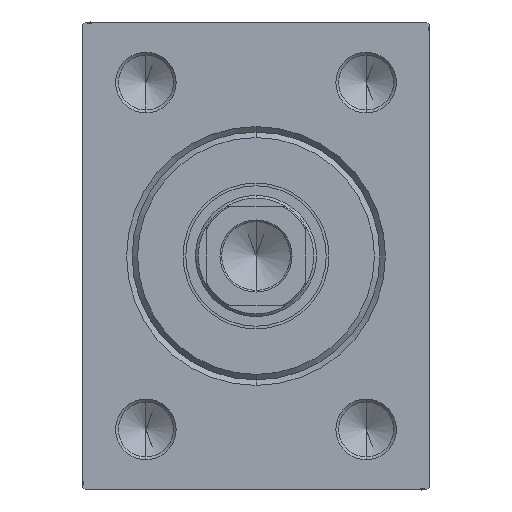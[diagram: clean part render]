
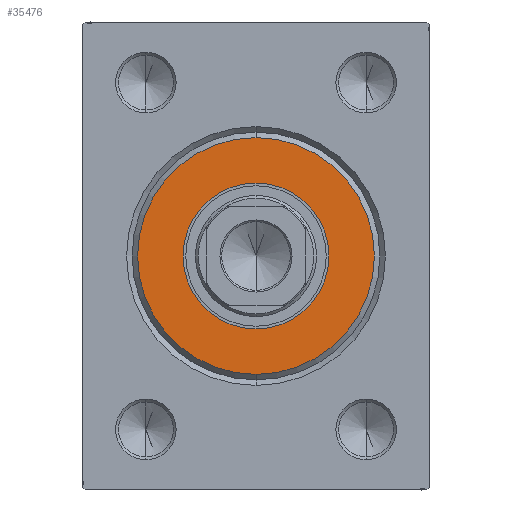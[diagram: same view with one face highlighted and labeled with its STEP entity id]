
A CAD part, left-side view. The second image highlights one B-rep face of the part: STEP entity #35476.
In plain terms, the highlighted face is planar.
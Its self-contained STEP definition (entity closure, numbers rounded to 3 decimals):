
#69 = EDGE_CURVE ( 'NONE', #24697, #8180, #31234, .T. ) ;
#1768 = ORIENTED_EDGE ( 'NONE', *, *, #69, .F. ) ;
#2228 = CARTESIAN_POINT ( 'NONE',  ( 3., 0., -13.25 ) ) ;
#3940 = AXIS2_PLACEMENT_3D ( 'NONE', #28214, #4207, #8041 ) ;
#3966 = CIRCLE ( 'NONE', #29256, 21.5 ) ;
#4207 = DIRECTION ( 'NONE',  ( 1., 0., 0. ) ) ;
#5528 = PLANE ( 'NONE',  #29878 ) ;
#6604 = DIRECTION ( 'NONE',  ( 1., 0., 0. ) ) ;
#8041 = DIRECTION ( 'NONE',  ( 0., 0., -1. ) ) ;
#8180 = VERTEX_POINT ( 'NONE', #2228 ) ;
#11056 = CARTESIAN_POINT ( 'NONE',  ( 3., 0., 0. ) ) ;
#12987 = ORIENTED_EDGE ( 'NONE', *, *, #26369, .T. ) ;
#13453 = FACE_OUTER_BOUND ( 'NONE', #29909, .T. ) ;
#14003 = DIRECTION ( 'NONE',  ( 0., 0., -1. ) ) ;
#14067 = CARTESIAN_POINT ( 'NONE',  ( 3., 0., 0. ) ) ;
#15972 = CARTESIAN_POINT ( 'NONE',  ( 3., 0., 13.25 ) ) ;
#20889 = AXIS2_PLACEMENT_3D ( 'NONE', #27396, #30788, #31014 ) ;
#22747 = FACE_BOUND ( 'NONE', #28769, .T. ) ;
#24697 = VERTEX_POINT ( 'NONE', #15972 ) ;
#25648 = VERTEX_POINT ( 'NONE', #38012 ) ;
#26362 = CARTESIAN_POINT ( 'NONE',  ( 3., 0., 0. ) ) ;
#26369 = EDGE_CURVE ( 'NONE', #36995, #25648, #40371, .T. ) ;
#27396 = CARTESIAN_POINT ( 'NONE',  ( 3., 0., 0. ) ) ;
#28214 = CARTESIAN_POINT ( 'NONE',  ( 3., 0., 0. ) ) ;
#28427 = CARTESIAN_POINT ( 'NONE',  ( 3., 0., 21.5 ) ) ;
#28769 = EDGE_LOOP ( 'NONE', ( #32263, #1768 ) ) ;
#29256 = AXIS2_PLACEMENT_3D ( 'NONE', #14067, #6604, #30369 ) ;
#29878 = AXIS2_PLACEMENT_3D ( 'NONE', #26362, #40151, #30203 ) ;
#29909 = EDGE_LOOP ( 'NONE', ( #12987, #42881 ) ) ;
#30203 = DIRECTION ( 'NONE',  ( 0., 0., -1. ) ) ;
#30369 = DIRECTION ( 'NONE',  ( 0., 0., -1. ) ) ;
#30502 = AXIS2_PLACEMENT_3D ( 'NONE', #11056, #31221, #14003 ) ;
#30788 = DIRECTION ( 'NONE',  ( 1., 0., 0. ) ) ;
#31014 = DIRECTION ( 'NONE',  ( 0., 0., -1. ) ) ;
#31221 = DIRECTION ( 'NONE',  ( 1., 0., 0. ) ) ;
#31234 = CIRCLE ( 'NONE', #30502, 13.25 ) ;
#32263 = ORIENTED_EDGE ( 'NONE', *, *, #36960, .F. ) ;
#34991 = CIRCLE ( 'NONE', #3940, 13.25 ) ;
#35476 = ADVANCED_FACE ( 'NONE', ( #13453, #22747 ), #5528, .T. ) ;
#36960 = EDGE_CURVE ( 'NONE', #8180, #24697, #34991, .T. ) ;
#36995 = VERTEX_POINT ( 'NONE', #28427 ) ;
#38012 = CARTESIAN_POINT ( 'NONE',  ( 3., 0., -21.5 ) ) ;
#38367 = EDGE_CURVE ( 'NONE', #25648, #36995, #3966, .T. ) ;
#40151 = DIRECTION ( 'NONE',  ( 1., 0., 0. ) ) ;
#40371 = CIRCLE ( 'NONE', #20889, 21.5 ) ;
#42881 = ORIENTED_EDGE ( 'NONE', *, *, #38367, .T. ) ;
